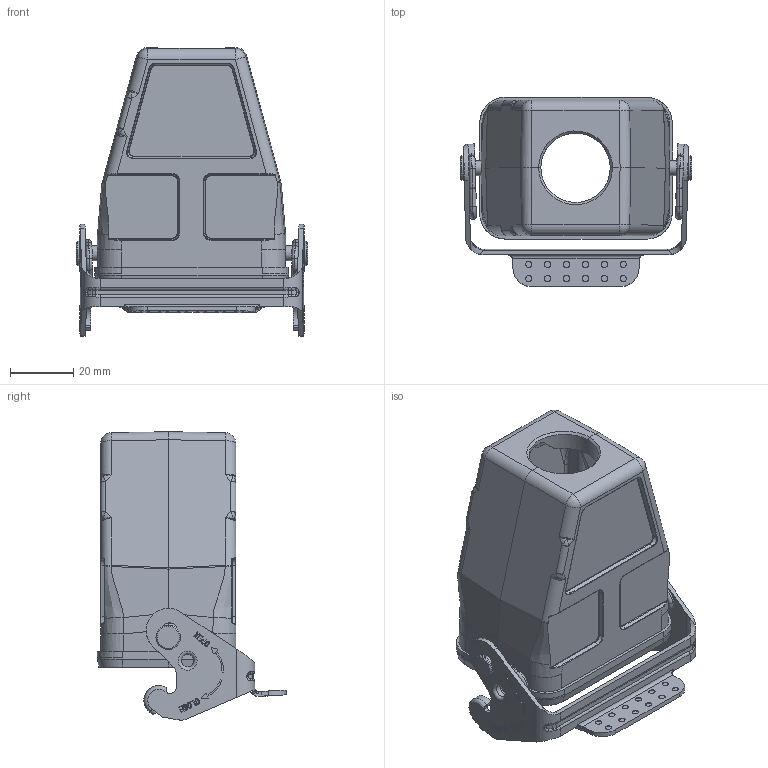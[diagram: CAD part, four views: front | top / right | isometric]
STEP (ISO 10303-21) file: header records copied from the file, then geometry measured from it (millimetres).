
FILE_DESCRIPTION(/* description */ (''),/* implementation_level */ '2;1');
FILE_NAME(/* name */ 'H6B-CCTH-1L-XXX.stp',/* time_stamp */ '2023-08-18T11:30:57+08:00',/* author */ (''),/* organization */ (''),/* preprocessor_version */ 'ST-DEVELOPER v16',/* originating_system */ 'SIEMENS PLM Software NX 10.0',/* authorisation */ '');
FILE_SCHEMA (('AUTOMOTIVE_DESIGN { 1 0 10303 214 3 1 1 1 }'));
Products named in the file (1): Admi0BDCF0C67xba
Bounding box: 73.46 x 60.08 x 91.58 mm (x, y, z)
Surface area: 37006.9 mm2 (no closed solid volume)
Topology: 0 solids, 1016 shells, 1016 faces, 4986 edges, 4907 vertices
Faces by surface type: plane 364, cylinder 322, bspline 174, torus 108, extrusion 36, sphere 8, cone 4
Full cylindrical faces by diameter (mm): 2 x12, 2.3 x2, 3 x1, 3.5 x5, 4 x2, 4.8 x2, 5 x2, 7 x2, 7.8 x2, 22 x1
Entity records: 71617 total; most frequent: CARTESIAN_POINT 27073, DIRECTION 7000, VERTEX_POINT 4876, ORIENTED_EDGE 4864, EDGE_CURVE 4864, AXIS2_PLACEMENT_3D 2341, VECTOR 2318, LINE 2282
